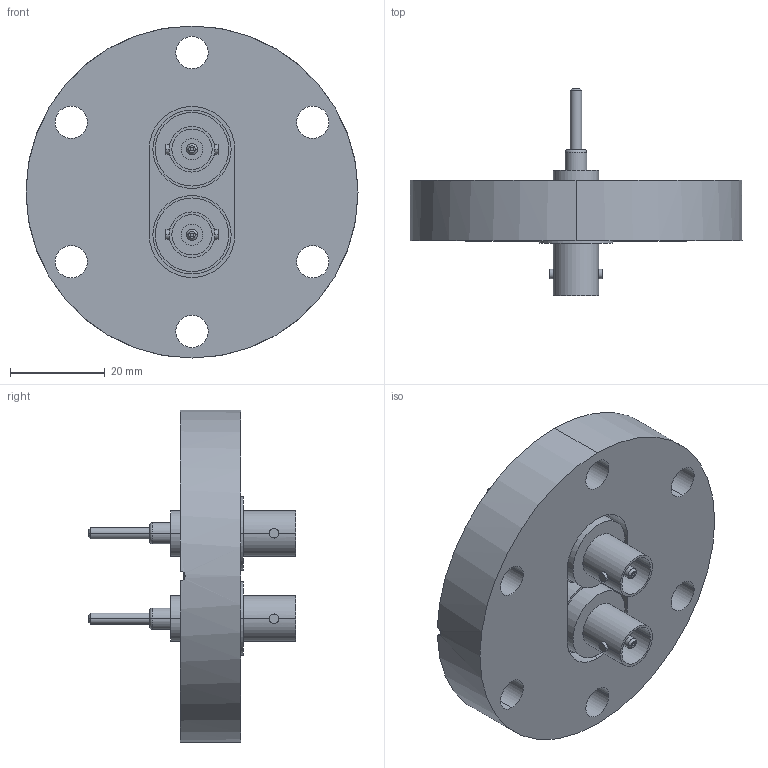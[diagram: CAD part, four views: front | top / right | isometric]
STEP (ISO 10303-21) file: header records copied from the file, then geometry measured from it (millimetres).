
FILE_DESCRIPTION (( 'STEP AP214' ), '1' );
FILE_NAME ('242-BNCF50-C40-2.step', '2025-02-18T20:47:25', ( '' ), ( '' ), 'SwSTEP 2.0', 'SolidWorks 2022', '' );
FILE_SCHEMA (( 'AUTOMOTIVE_DESIGN' ));
Length unit declared in the file: millimetre
Products named in the file (3): 9411-C40-16.5-2_9411-C40-16.5-2; 242-BNCF50-C40-2; 242-BNCF50-I
Assembly tree (3 placements, depth 2):
  242-BNCF50-C40-2
    9411-C40-16.5-2_9411-C40-16.5-2
    242-BNCF50-I  x2
Bounding box: 69.9 x 43.75 x 69.9 mm (x, y, z)
Volume: 41713 mm3; surface area: 17950.9 mm2
Topology: 3 solids, 3 shells, 134 faces, 291 edges, 186 vertices
Faces by surface type: cylinder 81, plane 37, cone 12, torus 4
Entity records: 2781 total; most frequent: CARTESIAN_POINT 538, DIRECTION 481, ORIENTED_EDGE 386, AXIS2_PLACEMENT_3D 205, EDGE_CURVE 193, VERTEX_POINT 124, CIRCLE 114, EDGE_LOOP 113
